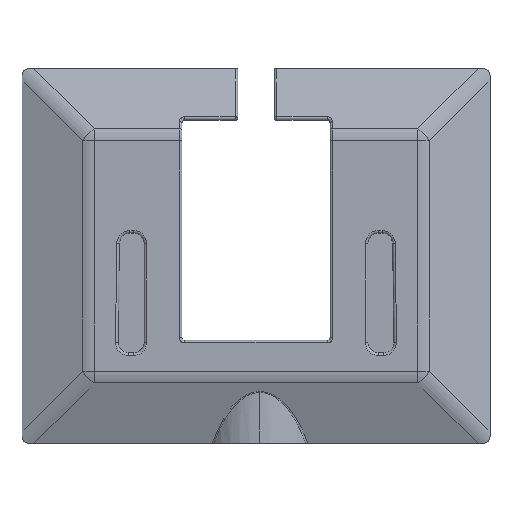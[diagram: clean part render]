
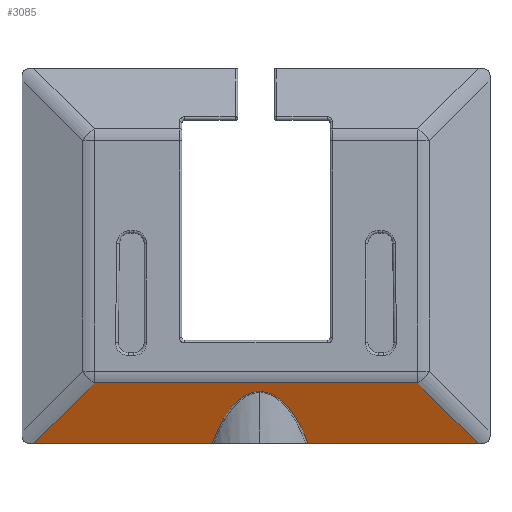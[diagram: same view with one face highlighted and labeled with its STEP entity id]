
A CAD part, top view. The second image highlights one B-rep face of the part: STEP entity #3085.
In plain terms, the highlighted planar face has unit normal (0, -0.383, 0.924).
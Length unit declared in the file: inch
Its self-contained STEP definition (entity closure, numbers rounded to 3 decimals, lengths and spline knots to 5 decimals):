
#234 = DIRECTION ( 'NONE',  ( 1., 0., 0. ) ) ;
#235 = VECTOR ( 'NONE', #234, 39.37008 ) ;
#236 = CARTESIAN_POINT ( 'NONE',  ( -5.625, -4.5, 0.09375 ) ) ;
#237 = LINE ( 'NONE', #236, #235 ) ;
#268 = CARTESIAN_POINT ( 'NONE',  ( -1.06472, -4.5, 0.09375 ) ) ;
#270 = CARTESIAN_POINT ( 'NONE',  ( -5.33799, -4.5, 0.09375 ) ) ;
#320 = DIRECTION ( 'NONE',  ( 1., 0., 0. ) ) ;
#321 = VECTOR ( 'NONE', #320, 39.37008 ) ;
#322 = CARTESIAN_POINT ( 'NONE',  ( -5.625, -4.5, 0.09375 ) ) ;
#323 = LINE ( 'NONE', #322, #321 ) ;
#335 = FACE_OUTER_BOUND ( 'NONE', #3086, .T. ) ;
#382 = CARTESIAN_POINT ( 'NONE',  ( 5.33799, -4.5, 0.09375 ) ) ;
#387 = DIRECTION ( 'NONE',  ( 0., 0.924, 0.383 ) ) ;
#388 = DIRECTION ( 'NONE',  ( 0., 0.383, -0.924 ) ) ;
#389 = CARTESIAN_POINT ( 'NONE',  ( -5.625, -4.5, 0.09375 ) ) ;
#390 = AXIS2_PLACEMENT_3D ( 'NONE', #389, #388, #387 ) ;
#391 = PLANE ( 'NONE',  #390 ) ;
#409 = DIRECTION ( 'NONE',  ( -0.679, -0.679, -0.281 ) ) ;
#410 = VECTOR ( 'NONE', #409, 39.37008 ) ;
#435 = CARTESIAN_POINT ( 'NONE',  ( 3.88583, -3.04784, 0.69525 ) ) ;
#436 = LINE ( 'NONE', #435, #467 ) ;
#441 =( BOUNDED_CURVE ( )  B_SPLINE_CURVE ( 3, ( #468, #471, #470, #469 ),
 .UNSPECIFIED., .F., .T. ) 
 B_SPLINE_CURVE_WITH_KNOTS ( ( 4, 4 ),
 ( 5.44767, 6.28319 ),
 .UNSPECIFIED. ) 
 CURVE ( )  GEOMETRIC_REPRESENTATION_ITEM ( )  RATIONAL_B_SPLINE_CURVE ( ( 1., 0.943, 0.943, 1. ) ) 
 REPRESENTATION_ITEM ( '' )  );
#443 = CARTESIAN_POINT ( 'NONE',  ( -3.89149, -3.0535, 0.69291 ) ) ;
#444 = DIRECTION ( 'NONE',  ( -1., 0., 0. ) ) ;
#445 = VECTOR ( 'NONE', #444, 39.37008 ) ;
#446 = CARTESIAN_POINT ( 'NONE',  ( -4.04067, -3.0535, 0.69291 ) ) ;
#447 = LINE ( 'NONE', #446, #445 ) ;
#455 = CARTESIAN_POINT ( 'NONE',  ( 3.89149, -3.0535, 0.69291 ) ) ;
#466 = DIRECTION ( 'NONE',  ( -0.679, 0.679, 0.281 ) ) ;
#467 = VECTOR ( 'NONE', #466, 39.37008 ) ;
#468 = CARTESIAN_POINT ( 'NONE',  ( -1.06472, -4.5, 0.09375 ) ) ;
#469 = CARTESIAN_POINT ( 'NONE',  ( 0.09314, -3.25919, 0.60771 ) ) ;
#470 = CARTESIAN_POINT ( 'NONE',  ( -0.35481, -3.25919, 0.60771 ) ) ;
#471 = CARTESIAN_POINT ( 'NONE',  ( -0.76424, -3.69795, 0.42597 ) ) ;
#475 = CARTESIAN_POINT ( 'NONE',  ( -5.47016, -4.63217, 0.039 ) ) ;
#486 = LINE ( 'NONE', #475, #410 ) ;
#3027 = EDGE_CURVE ( 'NONE', #3665, #3072, #323, .T. ) ;
#3041 = EDGE_CURVE ( 'NONE', #3050, #3049, #237, .T. ) ;
#3049 = VERTEX_POINT ( 'NONE', #268 ) ;
#3050 = VERTEX_POINT ( 'NONE', #270 ) ;
#3072 = VERTEX_POINT ( 'NONE', #382 ) ;
#3077 = ORIENTED_EDGE ( 'NONE', *, *, #3041, .T. ) ;
#3078 = ORIENTED_EDGE ( 'NONE', *, *, #3112, .T. ) ;
#3085 = ADVANCED_FACE ( 'NONE', ( #335 ), #391, .F. ) ;
#3086 = EDGE_LOOP ( 'NONE', ( #3077, #3078, #3113, #3114, #3115, #3121, #3102 ) ) ;
#3102 = ORIENTED_EDGE ( 'NONE', *, *, #3110, .T. ) ;
#3110 = EDGE_CURVE ( 'NONE', #3123, #3050, #486, .T. ) ;
#3112 = EDGE_CURVE ( 'NONE', #3049, #3664, #441, .T. ) ;
#3113 = ORIENTED_EDGE ( 'NONE', *, *, #3613, .T. ) ;
#3114 = ORIENTED_EDGE ( 'NONE', *, *, #3027, .T. ) ;
#3115 = ORIENTED_EDGE ( 'NONE', *, *, #3116, .T. ) ;
#3116 = EDGE_CURVE ( 'NONE', #3072, #3120, #436, .T. ) ;
#3120 = VERTEX_POINT ( 'NONE', #455 ) ;
#3121 = ORIENTED_EDGE ( 'NONE', *, *, #3122, .T. ) ;
#3122 = EDGE_CURVE ( 'NONE', #3120, #3123, #447, .T. ) ;
#3123 = VERTEX_POINT ( 'NONE', #443 ) ;
#3613 = EDGE_CURVE ( 'NONE', #3664, #3665, #5954, .T. ) ;
#3664 = VERTEX_POINT ( 'NONE', #6298 ) ;
#3665 = VERTEX_POINT ( 'NONE', #6297 ) ;
#5949 = CARTESIAN_POINT ( 'NONE',  ( 1.251, -4.5, 0.09375 ) ) ;
#5950 = CARTESIAN_POINT ( 'NONE',  ( 0.95051, -3.69795, 0.42597 ) ) ;
#5951 = CARTESIAN_POINT ( 'NONE',  ( 0.54109, -3.25919, 0.60771 ) ) ;
#5952 = CARTESIAN_POINT ( 'NONE',  ( 0.09314, -3.25919, 0.60771 ) ) ;
#5954 =( BOUNDED_CURVE ( )  B_SPLINE_CURVE ( 3, ( #5952, #5951, #5950, #5949 ),
 .UNSPECIFIED., .F., .T. ) 
 B_SPLINE_CURVE_WITH_KNOTS ( ( 4, 4 ),
 ( 0., 0.83552 ),
 .UNSPECIFIED. ) 
 CURVE ( )  GEOMETRIC_REPRESENTATION_ITEM ( )  RATIONAL_B_SPLINE_CURVE ( ( 1., 0.943, 0.943, 1. ) ) 
 REPRESENTATION_ITEM ( '' )  );
#6297 = CARTESIAN_POINT ( 'NONE',  ( 1.251, -4.5, 0.09375 ) ) ;
#6298 = CARTESIAN_POINT ( 'NONE',  ( 0.09314, -3.25919, 0.60771 ) ) ;
